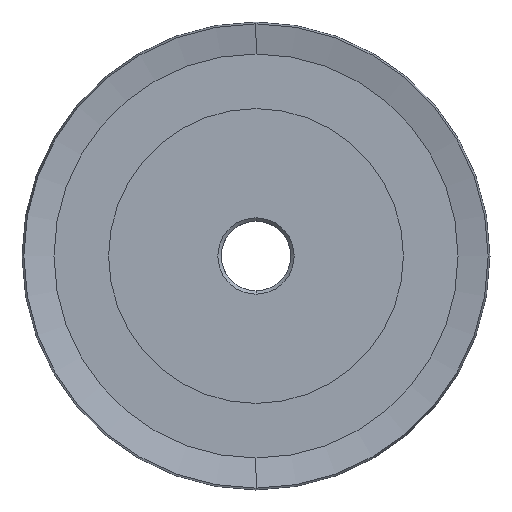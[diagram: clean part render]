
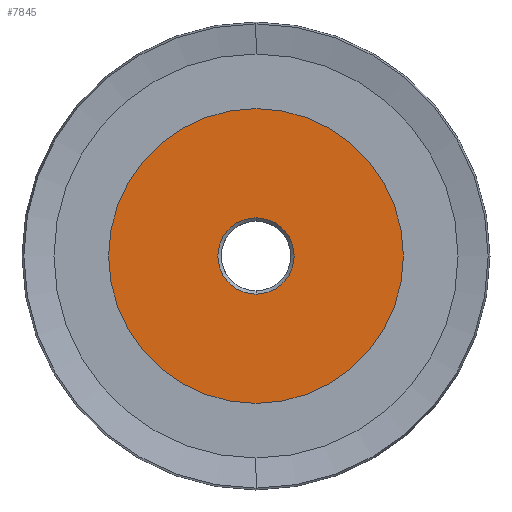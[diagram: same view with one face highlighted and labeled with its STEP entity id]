
A CAD part, left-side view. The second image highlights one B-rep face of the part: STEP entity #7845.
In plain terms, the highlighted planar face has unit normal (-1, 0, 0).
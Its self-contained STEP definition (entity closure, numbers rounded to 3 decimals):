
#196 = ORIENTED_EDGE ( 'NONE', *, *, #1805, .T. ) ;
#212 = CARTESIAN_POINT ( 'NONE',  ( 0., 0., 0. ) ) ;
#323 = VERTEX_POINT ( 'NONE', #4237 ) ;
#617 = CARTESIAN_POINT ( 'NONE',  ( 0., 0., -13.5 ) ) ;
#814 = FACE_BOUND ( 'NONE', #1285, .T. ) ;
#989 = DIRECTION ( 'NONE',  ( 0., 0., 1. ) ) ;
#1285 = EDGE_LOOP ( 'NONE', ( #1876, #196 ) ) ;
#1350 = CARTESIAN_POINT ( 'NONE',  ( 0., 0., 0. ) ) ;
#1515 = CIRCLE ( 'NONE', #8136, 13.5 ) ;
#1520 = VERTEX_POINT ( 'NONE', #4441 ) ;
#1805 = EDGE_CURVE ( 'NONE', #1520, #3550, #2140, .T. ) ;
#1876 = ORIENTED_EDGE ( 'NONE', *, *, #9376, .T. ) ;
#2035 = CARTESIAN_POINT ( 'NONE',  ( 0., 0., 0. ) ) ;
#2126 = DIRECTION ( 'NONE',  ( 0., 0., 1. ) ) ;
#2140 = CIRCLE ( 'NONE', #8664, 3.493 ) ;
#2472 = PLANE ( 'NONE',  #8720 ) ;
#2809 = DIRECTION ( 'NONE',  ( 0., 0., 1. ) ) ;
#2908 = ORIENTED_EDGE ( 'NONE', *, *, #8793, .T. ) ;
#3199 = EDGE_CURVE ( 'NONE', #7594, #323, #6100, .T. ) ;
#3239 = DIRECTION ( 'NONE',  ( -1., 0., 0. ) ) ;
#3320 = CARTESIAN_POINT ( 'NONE',  ( 0., 0., 0. ) ) ;
#3456 = ORIENTED_EDGE ( 'NONE', *, *, #3199, .T. ) ;
#3545 = AXIS2_PLACEMENT_3D ( 'NONE', #2035, #7456, #2809 ) ;
#3550 = VERTEX_POINT ( 'NONE', #6459 ) ;
#3809 = CIRCLE ( 'NONE', #5696, 3.493 ) ;
#4120 = DIRECTION ( 'NONE',  ( 0., 0., 1. ) ) ;
#4237 = CARTESIAN_POINT ( 'NONE',  ( 0., 0., 13.5 ) ) ;
#4441 = CARTESIAN_POINT ( 'NONE',  ( 0., 0., -3.493 ) ) ;
#4949 = FACE_OUTER_BOUND ( 'NONE', #7329, .T. ) ;
#5573 = CARTESIAN_POINT ( 'NONE',  ( 0., 0., 0. ) ) ;
#5645 = DIRECTION ( 'NONE',  ( -1., 0., 0. ) ) ;
#5696 = AXIS2_PLACEMENT_3D ( 'NONE', #3320, #8757, #4120 ) ;
#6100 = CIRCLE ( 'NONE', #3545, 13.5 ) ;
#6459 = CARTESIAN_POINT ( 'NONE',  ( 0., 0., 3.493 ) ) ;
#6781 = DIRECTION ( 'NONE',  ( 1., 0., 0. ) ) ;
#7329 = EDGE_LOOP ( 'NONE', ( #3456, #2908 ) ) ;
#7456 = DIRECTION ( 'NONE',  ( -1., 0., 0. ) ) ;
#7594 = VERTEX_POINT ( 'NONE', #617 ) ;
#7845 = ADVANCED_FACE ( 'NONE', ( #814, #4949 ), #2472, .T. ) ;
#8136 = AXIS2_PLACEMENT_3D ( 'NONE', #212, #5645, #989 ) ;
#8664 = AXIS2_PLACEMENT_3D ( 'NONE', #1350, #6781, #2126 ) ;
#8670 = DIRECTION ( 'NONE',  ( 0., 0., 1. ) ) ;
#8720 = AXIS2_PLACEMENT_3D ( 'NONE', #5573, #3239, #8670 ) ;
#8757 = DIRECTION ( 'NONE',  ( 1., 0., 0. ) ) ;
#8793 = EDGE_CURVE ( 'NONE', #323, #7594, #1515, .T. ) ;
#9376 = EDGE_CURVE ( 'NONE', #3550, #1520, #3809, .T. ) ;
